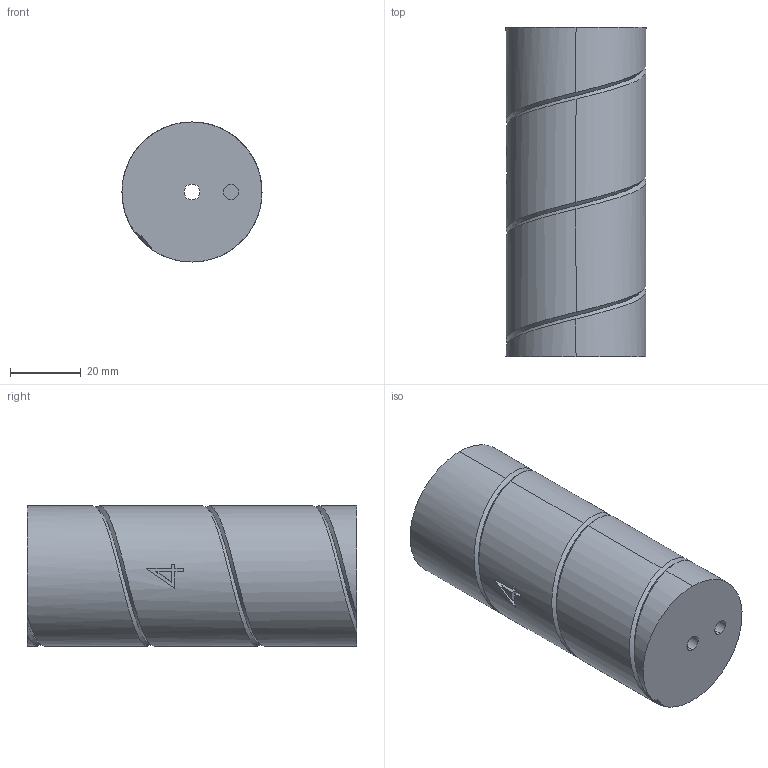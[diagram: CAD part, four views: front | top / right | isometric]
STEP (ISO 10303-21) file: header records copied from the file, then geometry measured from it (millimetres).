
FILE_DESCRIPTION (( 'STEP AP203' ), '1' );
FILE_NAME ('HelicalAntennaSegment4.STEP', '2019-07-24T19:52:16', ( '' ), ( '' ), 'SwSTEP 2.0', 'SolidWorks 2018', '' );
FILE_SCHEMA (( 'CONFIG_CONTROL_DESIGN' ));
Length unit declared in the file: millimetre
Products named in the file (1): HelicalAntennaSegment4
Bounding box: 39.5 x 93 x 39.5 mm (x, y, z)
Volume: 111997.1 mm3; surface area: 15820.7 mm2
Topology: 1 solids, 1 shells, 33 faces, 84 edges, 56 vertices
Faces by surface type: plane 17, cylinder 14, bspline 2
Entity records: 3978 total; most frequent: CARTESIAN_POINT 3151, ORIENTED_EDGE 168, DIRECTION 135, EDGE_CURVE 84, VERTEX_POINT 56, AXIS2_PLACEMENT_3D 46, VECTOR 43, LINE 43
